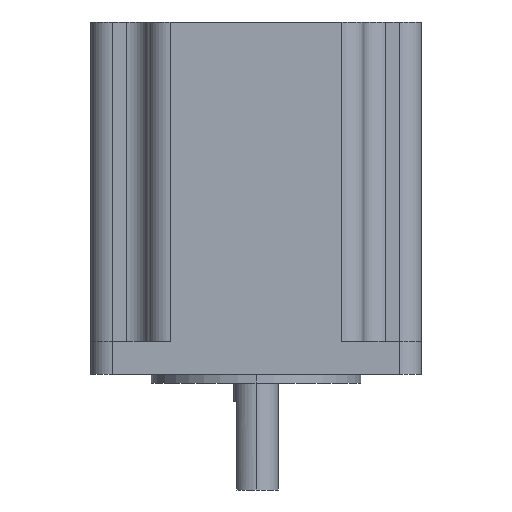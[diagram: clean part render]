
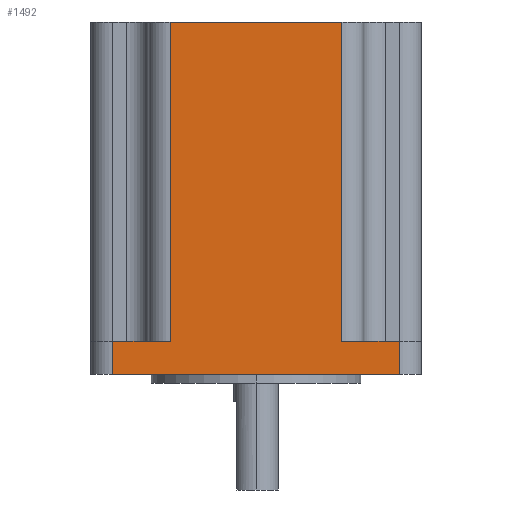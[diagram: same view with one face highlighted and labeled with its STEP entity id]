
A CAD part, left-side view. The second image highlights one B-rep face of the part: STEP entity #1492.
In plain terms, the highlighted planar face has unit normal (-1, 0, 0).
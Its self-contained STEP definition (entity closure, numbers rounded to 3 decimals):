
#31 = LINE ( 'NONE', #1363, #70 ) ;
#70 = VECTOR ( 'NONE', #576, 1000. ) ;
#94 = EDGE_CURVE ( 'NONE', #1118, #1549, #31, .T. ) ;
#98 = PLANE ( 'NONE',  #569 ) ;
#106 = VERTEX_POINT ( 'NONE', #1478 ) ;
#131 = VECTOR ( 'NONE', #968, 1000. ) ;
#189 = ORIENTED_EDGE ( 'NONE', *, *, #704, .F. ) ;
#216 = CARTESIAN_POINT ( 'NONE',  ( -59.577, 62.525, 0. ) ) ;
#252 = CARTESIAN_POINT ( 'NONE',  ( -59.577, 58.525, 64. ) ) ;
#269 = VECTOR ( 'NONE', #444, 1000. ) ;
#312 = CARTESIAN_POINT ( 'NONE',  ( -59.577, 16.955, 6. ) ) ;
#332 = ORIENTED_EDGE ( 'NONE', *, *, #1501, .T. ) ;
#338 = VERTEX_POINT ( 'NONE', #389 ) ;
#342 = EDGE_CURVE ( 'NONE', #1319, #106, #500, .T. ) ;
#389 = CARTESIAN_POINT ( 'NONE',  ( -59.577, 6.525, 0. ) ) ;
#431 = CARTESIAN_POINT ( 'NONE',  ( -59.577, 0., 6. ) ) ;
#444 = DIRECTION ( 'NONE',  ( 0., -1., 0. ) ) ;
#472 = VERTEX_POINT ( 'NONE', #1579 ) ;
#500 = LINE ( 'NONE', #252, #849 ) ;
#502 = LINE ( 'NONE', #769, #801 ) ;
#518 = LINE ( 'NONE', #942, #1335 ) ;
#535 = CARTESIAN_POINT ( 'NONE',  ( -59.577, 48.095, 64. ) ) ;
#569 = AXIS2_PLACEMENT_3D ( 'NONE', #758, #1273, #1155 ) ;
#576 = DIRECTION ( 'NONE',  ( 0., 0., -1. ) ) ;
#621 = CARTESIAN_POINT ( 'NONE',  ( -59.577, 16.955, 64. ) ) ;
#642 = CARTESIAN_POINT ( 'NONE',  ( -59.577, 58.525, 6. ) ) ;
#657 = ORIENTED_EDGE ( 'NONE', *, *, #957, .T. ) ;
#660 = DIRECTION ( 'NONE',  ( 0., 0., -1. ) ) ;
#677 = CARTESIAN_POINT ( 'NONE',  ( -59.577, 62.525, 64. ) ) ;
#704 = EDGE_CURVE ( 'NONE', #1319, #1549, #760, .T. ) ;
#758 = CARTESIAN_POINT ( 'NONE',  ( -59.577, 62.525, 64. ) ) ;
#760 = LINE ( 'NONE', #1156, #1068 ) ;
#769 = CARTESIAN_POINT ( 'NONE',  ( -59.577, 16.955, 64. ) ) ;
#779 = ORIENTED_EDGE ( 'NONE', *, *, #900, .F. ) ;
#782 = ORIENTED_EDGE ( 'NONE', *, *, #1513, .T. ) ;
#801 = VECTOR ( 'NONE', #1284, 1000. ) ;
#814 = CARTESIAN_POINT ( 'NONE',  ( -59.577, 48.095, 6. ) ) ;
#849 = VECTOR ( 'NONE', #660, 1000. ) ;
#864 = LINE ( 'NONE', #677, #131 ) ;
#900 = EDGE_CURVE ( 'NONE', #1639, #472, #1350, .T. ) ;
#906 = VECTOR ( 'NONE', #1266, 1000. ) ;
#942 = CARTESIAN_POINT ( 'NONE',  ( -59.577, 6.525, 64. ) ) ;
#954 = ORIENTED_EDGE ( 'NONE', *, *, #1417, .F. ) ;
#957 = EDGE_CURVE ( 'NONE', #106, #338, #1629, .T. ) ;
#968 = DIRECTION ( 'NONE',  ( 0., -1., 0. ) ) ;
#1032 = ORIENTED_EDGE ( 'NONE', *, *, #342, .T. ) ;
#1068 = VECTOR ( 'NONE', #1660, 1000. ) ;
#1118 = VERTEX_POINT ( 'NONE', #535 ) ;
#1155 = DIRECTION ( 'NONE',  ( 0., 1., 0. ) ) ;
#1156 = CARTESIAN_POINT ( 'NONE',  ( -59.577, 0., 6. ) ) ;
#1227 = ORIENTED_EDGE ( 'NONE', *, *, #94, .T. ) ;
#1266 = DIRECTION ( 'NONE',  ( 0., -1., 0. ) ) ;
#1273 = DIRECTION ( 'NONE',  ( 1., 0., 0. ) ) ;
#1284 = DIRECTION ( 'NONE',  ( 0., 0., 1. ) ) ;
#1319 = VERTEX_POINT ( 'NONE', #642 ) ;
#1335 = VECTOR ( 'NONE', #1418, 1000. ) ;
#1350 = LINE ( 'NONE', #431, #269 ) ;
#1363 = CARTESIAN_POINT ( 'NONE',  ( -59.577, 48.095, 6. ) ) ;
#1388 = FACE_OUTER_BOUND ( 'NONE', #1411, .T. ) ;
#1411 = EDGE_LOOP ( 'NONE', ( #779, #332, #954, #1227, #189, #1032, #657, #782 ) ) ;
#1417 = EDGE_CURVE ( 'NONE', #1118, #1476, #864, .T. ) ;
#1418 = DIRECTION ( 'NONE',  ( 0., 0., 1. ) ) ;
#1476 = VERTEX_POINT ( 'NONE', #621 ) ;
#1478 = CARTESIAN_POINT ( 'NONE',  ( -59.577, 58.525, 0. ) ) ;
#1492 = ADVANCED_FACE ( 'NONE', ( #1388 ), #98, .F. ) ;
#1501 = EDGE_CURVE ( 'NONE', #1639, #1476, #502, .T. ) ;
#1513 = EDGE_CURVE ( 'NONE', #338, #472, #518, .T. ) ;
#1549 = VERTEX_POINT ( 'NONE', #814 ) ;
#1579 = CARTESIAN_POINT ( 'NONE',  ( -59.577, 6.525, 6. ) ) ;
#1629 = LINE ( 'NONE', #216, #906 ) ;
#1639 = VERTEX_POINT ( 'NONE', #312 ) ;
#1660 = DIRECTION ( 'NONE',  ( 0., -1., 0. ) ) ;
